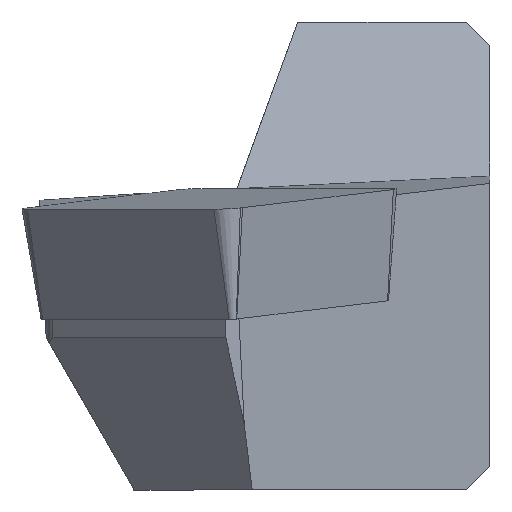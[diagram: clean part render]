
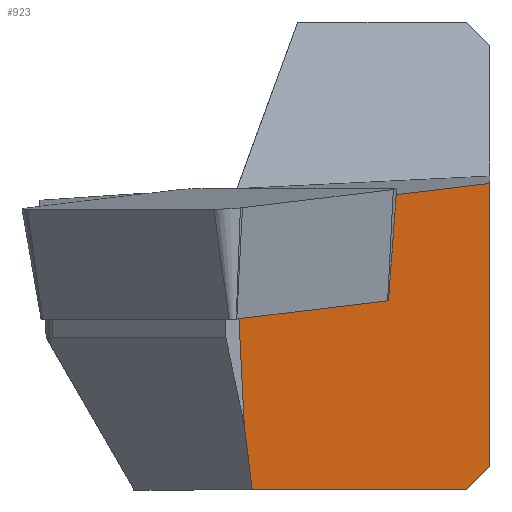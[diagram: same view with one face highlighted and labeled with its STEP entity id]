
A CAD part, left-side view. The second image highlights one B-rep face of the part: STEP entity #923.
In plain terms, the highlighted planar face has unit normal (-0.574, -0.819, 0.012).
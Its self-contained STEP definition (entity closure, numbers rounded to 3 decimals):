
#32 = LINE ( 'NONE', #1895, #1787 ) ;
#237 = EDGE_CURVE ( 'NONE', #3508, #1580, #32, .T. ) ;
#238 = ORIENTED_EDGE ( 'NONE', *, *, #2546, .F. ) ;
#252 = VERTEX_POINT ( 'NONE', #830 ) ;
#456 = VERTEX_POINT ( 'NONE', #782 ) ;
#518 = CARTESIAN_POINT ( 'NONE',  ( 16.564, 0., -11. ) ) ;
#683 = CARTESIAN_POINT ( 'NONE',  ( 16.819, 0., 1.103 ) ) ;
#782 = CARTESIAN_POINT ( 'NONE',  ( 2.044, 10.161, -12. ) ) ;
#830 = CARTESIAN_POINT ( 'NONE',  ( 1.616, 10.503, -9.202 ) ) ;
#923 = ADVANCED_FACE ( 'NONE', ( #3826 ), #3796, .F. ) ;
#928 = VERTEX_POINT ( 'NONE', #3088 ) ;
#986 = DIRECTION ( 'NONE',  ( 0.817, -0.572, 0.069 ) ) ;
#1254 = VECTOR ( 'NONE', #3761, 1000. ) ;
#1282 = LINE ( 'NONE', #4239, #4013 ) ;
#1292 = CARTESIAN_POINT ( 'NONE',  ( 5.518, 7.906, 0.153 ) ) ;
#1366 = EDGE_CURVE ( 'NONE', #1580, #3404, #3031, .T. ) ;
#1372 = CARTESIAN_POINT ( 'NONE',  ( -21.268, 28.753, 140.433 ) ) ;
#1561 = DIRECTION ( 'NONE',  ( 0.817, -0.572, 0.069 ) ) ;
#1580 = VERTEX_POINT ( 'NONE', #1718 ) ;
#1584 = ORIENTED_EDGE ( 'NONE', *, *, #1973, .T. ) ;
#1591 = LINE ( 'NONE', #3047, #4043 ) ;
#1718 = CARTESIAN_POINT ( 'NONE',  ( 10.65, 4.316, 0.584 ) ) ;
#1749 = DIRECTION ( 'NONE',  ( 0.819, -0.574, 0. ) ) ;
#1785 = CARTESIAN_POINT ( 'NONE',  ( 9.567, 7.252, 147.771 ) ) ;
#1787 = VECTOR ( 'NONE', #2883, 1000. ) ;
#1835 = CARTESIAN_POINT ( 'NONE',  ( -6.081, 18.199, 146.456 ) ) ;
#1884 = ORIENTED_EDGE ( 'NONE', *, *, #3096, .F. ) ;
#1895 = CARTESIAN_POINT ( 'NONE',  ( 18.313, 1.114, 147.18 ) ) ;
#1903 = VECTOR ( 'NONE', #3516, 1000. ) ;
#1938 = LINE ( 'NONE', #2121, #3974 ) ;
#1973 = EDGE_CURVE ( 'NONE', #928, #252, #3253, .T. ) ;
#2040 = VERTEX_POINT ( 'NONE', #518 ) ;
#2121 = CARTESIAN_POINT ( 'NONE',  ( 17.039, -0.22, -3.347 ) ) ;
#2178 = EDGE_CURVE ( 'NONE', #456, #252, #3518, .T. ) ;
#2187 = ORIENTED_EDGE ( 'NONE', *, *, #2178, .F. ) ;
#2227 = DIRECTION ( 'NONE',  ( 0.021, 0., 1. ) ) ;
#2328 = DIRECTION ( 'NONE',  ( -0.15, 0.12, 0.981 ) ) ;
#2546 = EDGE_CURVE ( 'NONE', #2040, #2607, #3566, .T. ) ;
#2607 = VERTEX_POINT ( 'NONE', #2646 ) ;
#2625 = ORIENTED_EDGE ( 'NONE', *, *, #1366, .F. ) ;
#2646 = CARTESIAN_POINT ( 'NONE',  ( 15.116, 1., -12. ) ) ;
#2798 = DIRECTION ( 'NONE',  ( 0.819, -0.574, 0. ) ) ;
#2831 = ORIENTED_EDGE ( 'NONE', *, *, #3813, .T. ) ;
#2883 = DIRECTION ( 'NONE',  ( 0.052, -0.022, 0.998 ) ) ;
#2885 = EDGE_CURVE ( 'NONE', #456, #2607, #1591, .T. ) ;
#3031 = LINE ( 'NONE', #1292, #3256 ) ;
#3047 = CARTESIAN_POINT ( 'NONE',  ( 5.449, 7.775, -12. ) ) ;
#3088 = CARTESIAN_POINT ( 'NONE',  ( 1.391, 10.727, -4.662 ) ) ;
#3096 = EDGE_CURVE ( 'NONE', #928, #3508, #1938, .T. ) ;
#3253 = LINE ( 'NONE', #1835, #1903 ) ;
#3256 = VECTOR ( 'NONE', #986, 1000. ) ;
#3404 = VERTEX_POINT ( 'NONE', #683 ) ;
#3442 = CARTESIAN_POINT ( 'NONE',  ( 32.141, -10.758, -0.242 ) ) ;
#3498 = ORIENTED_EDGE ( 'NONE', *, *, #2885, .T. ) ;
#3508 = VERTEX_POINT ( 'NONE', #4195 ) ;
#3516 = DIRECTION ( 'NONE',  ( 0.049, -0.049, -0.998 ) ) ;
#3518 = LINE ( 'NONE', #1372, #4317 ) ;
#3566 = LINE ( 'NONE', #3442, #1254 ) ;
#3587 = EDGE_LOOP ( 'NONE', ( #1884, #1584, #2187, #3498, #238, #2831, #2625, #3893 ) ) ;
#3681 = AXIS2_PLACEMENT_3D ( 'NONE', #1785, #4153, #2798 ) ;
#3761 = DIRECTION ( 'NONE',  ( -0.715, 0.494, -0.494 ) ) ;
#3796 = PLANE ( 'NONE',  #3681 ) ;
#3813 = EDGE_CURVE ( 'NONE', #2040, #3404, #1282, .T. ) ;
#3826 = FACE_OUTER_BOUND ( 'NONE', #3587, .T. ) ;
#3893 = ORIENTED_EDGE ( 'NONE', *, *, #237, .F. ) ;
#3974 = VECTOR ( 'NONE', #1561, 1000. ) ;
#4013 = VECTOR ( 'NONE', #2227, 1000. ) ;
#4043 = VECTOR ( 'NONE', #1749, 1000. ) ;
#4153 = DIRECTION ( 'NONE',  ( 0.574, 0.819, -0.012 ) ) ;
#4195 = CARTESIAN_POINT ( 'NONE',  ( 10.415, 4.414, -3.903 ) ) ;
#4239 = CARTESIAN_POINT ( 'NONE',  ( 16.978, 0., 8.634 ) ) ;
#4317 = VECTOR ( 'NONE', #2328, 1000. ) ;
